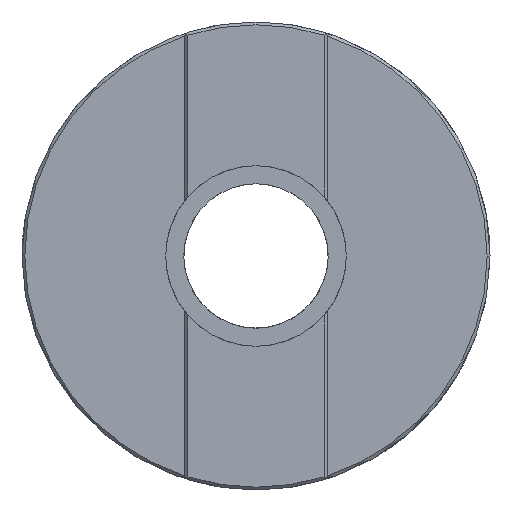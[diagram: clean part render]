
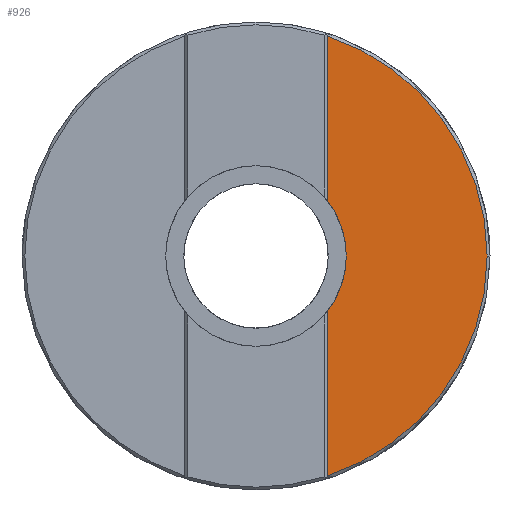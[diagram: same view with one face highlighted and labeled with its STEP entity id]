
A CAD part, left-side view. The second image highlights one B-rep face of the part: STEP entity #926.
In plain terms, the highlighted planar face has unit normal (-1, 0, 0).
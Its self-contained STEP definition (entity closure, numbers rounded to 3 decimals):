
#109 = AXIS2_PLACEMENT_3D ( 'NONE', #1655, #1645, #1675 ) ;
#145 = CARTESIAN_POINT ( 'NONE',  ( 32.994, -6.261, -19.331 ) ) ;
#146 = AXIS2_PLACEMENT_3D ( 'NONE', #900, #942, #940 ) ;
#208 = FACE_OUTER_BOUND ( 'NONE', #251, .T. ) ;
#224 = CARTESIAN_POINT ( 'NONE',  ( 32.994, 0., 0. ) ) ;
#251 = EDGE_LOOP ( 'NONE', ( #1454, #1457, #1471, #1473, #1475 ) ) ;
#345 = DIRECTION ( 'NONE',  ( 0., 0., 1. ) ) ;
#362 = CIRCLE ( 'NONE', #1020, 7.938 ) ;
#438 = CARTESIAN_POINT ( 'NONE',  ( 32.994, -6.261, -19.331 ) ) ;
#621 = PLANE ( 'NONE',  #822 ) ;
#699 = CARTESIAN_POINT ( 'NONE',  ( 32.994, 0., 0. ) ) ;
#701 = DIRECTION ( 'NONE',  ( -1., 0., 0. ) ) ;
#705 = DIRECTION ( 'NONE',  ( 0., -1., 0. ) ) ;
#750 = EDGE_CURVE ( 'NONE', #840, #1639, #362, .T. ) ;
#822 = AXIS2_PLACEMENT_3D ( 'NONE', #224, #1956, #1937 ) ;
#823 = CARTESIAN_POINT ( 'NONE',  ( 32.994, -6.261, -4.879 ) ) ;
#840 = VERTEX_POINT ( 'NONE', #823 ) ;
#900 = CARTESIAN_POINT ( 'NONE',  ( 32.994, 0., 0. ) ) ;
#913 = CARTESIAN_POINT ( 'NONE',  ( 32.994, -20.32, 0. ) ) ;
#926 = ADVANCED_FACE ( 'NONE', ( #208 ), #621, .T. ) ;
#940 = DIRECTION ( 'NONE',  ( 0., -1., 0. ) ) ;
#942 = DIRECTION ( 'NONE',  ( -1., 0., 0. ) ) ;
#1009 = VERTEX_POINT ( 'NONE', #913 ) ;
#1020 = AXIS2_PLACEMENT_3D ( 'NONE', #699, #701, #705 ) ;
#1150 = CARTESIAN_POINT ( 'NONE',  ( 32.994, -6.261, -19.331 ) ) ;
#1282 = EDGE_CURVE ( 'NONE', #1639, #1394, #1934, .T. ) ;
#1322 = CARTESIAN_POINT ( 'NONE',  ( 32.994, -6.261, 19.331 ) ) ;
#1335 = EDGE_CURVE ( 'NONE', #1009, #1394, #1871, .T. ) ;
#1379 = VERTEX_POINT ( 'NONE', #1150 ) ;
#1394 = VERTEX_POINT ( 'NONE', #1322 ) ;
#1427 = EDGE_CURVE ( 'NONE', #1379, #1009, #1784, .T. ) ;
#1454 = ORIENTED_EDGE ( 'NONE', *, *, #750, .F. ) ;
#1457 = ORIENTED_EDGE ( 'NONE', *, *, #1624, .F. ) ;
#1471 = ORIENTED_EDGE ( 'NONE', *, *, #1427, .T. ) ;
#1473 = ORIENTED_EDGE ( 'NONE', *, *, #1335, .T. ) ;
#1475 = ORIENTED_EDGE ( 'NONE', *, *, #1282, .F. ) ;
#1553 = LINE ( 'NONE', #145, #1563 ) ;
#1563 = VECTOR ( 'NONE', #1649, 1000. ) ;
#1624 = EDGE_CURVE ( 'NONE', #1379, #840, #1553, .T. ) ;
#1639 = VERTEX_POINT ( 'NONE', #1754 ) ;
#1645 = DIRECTION ( 'NONE',  ( -1., 0., 0. ) ) ;
#1649 = DIRECTION ( 'NONE',  ( 0., 0., 1. ) ) ;
#1655 = CARTESIAN_POINT ( 'NONE',  ( 32.994, 0., 0. ) ) ;
#1675 = DIRECTION ( 'NONE',  ( 0., -1., 0. ) ) ;
#1754 = CARTESIAN_POINT ( 'NONE',  ( 32.994, -6.261, 4.879 ) ) ;
#1784 = CIRCLE ( 'NONE', #109, 20.32 ) ;
#1871 = CIRCLE ( 'NONE', #146, 20.32 ) ;
#1927 = VECTOR ( 'NONE', #345, 1000. ) ;
#1934 = LINE ( 'NONE', #438, #1927 ) ;
#1937 = DIRECTION ( 'NONE',  ( 0., -1., 0. ) ) ;
#1956 = DIRECTION ( 'NONE',  ( -1., 0., 0. ) ) ;
